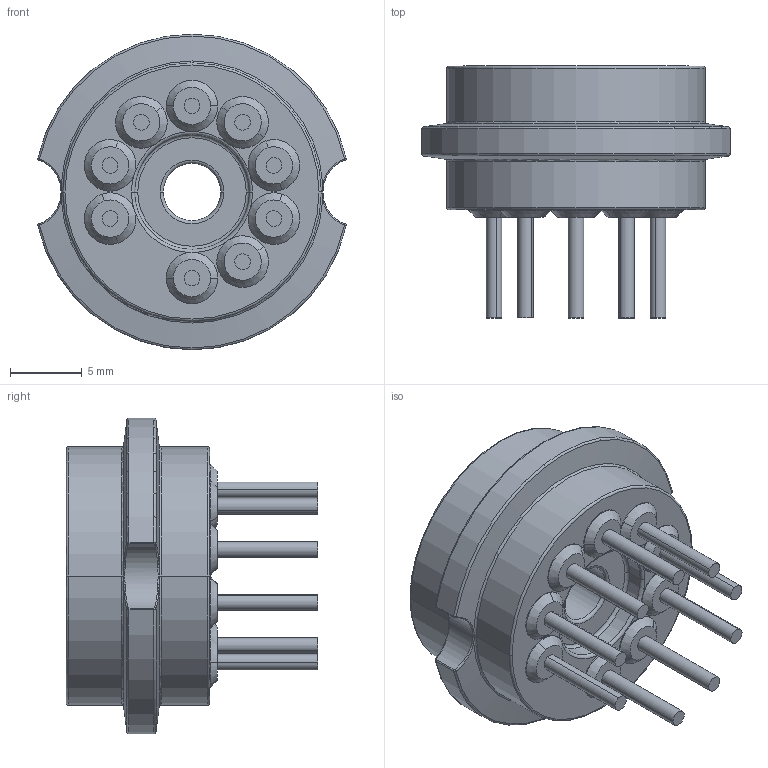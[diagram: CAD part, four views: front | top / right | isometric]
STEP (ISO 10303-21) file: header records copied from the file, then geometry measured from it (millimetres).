
FILE_DESCRIPTION (( 'STEP AP214' ), '1' );
FILE_NAME ('Noval socket.STEP', '2012-02-20T18:47:07', ( 'stein' ), ( '' ), 'SwSTEP 2.0', 'SolidWorks 2012', '' );
FILE_SCHEMA (( 'AUTOMOTIVE_DESIGN' ));
Length unit declared in the file: millimetre
Products named in the file (3): Noval pin; noval ceramic body; Noval socket
Assembly tree (10 placements, depth 2):
  Noval socket
    noval ceramic body
    Noval pin  x9
Bounding box: 21.5 x 17.55 x 22 mm (x, y, z)
Volume: 2638.2 mm3; surface area: 3334.9 mm2
Topology: 10 solids, 10 shells, 262 faces, 541 edges, 328 vertices
Faces by surface type: cylinder 111, plane 49, torus 42, cone 40, bspline 20
Entity records: 4901 total; most frequent: CARTESIAN_POINT 1418, DIRECTION 665, ORIENTED_EDGE 570, AXIS2_PLACEMENT_3D 307, EDGE_CURVE 285, CIRCLE 188, VERTEX_POINT 168, EDGE_LOOP 151
